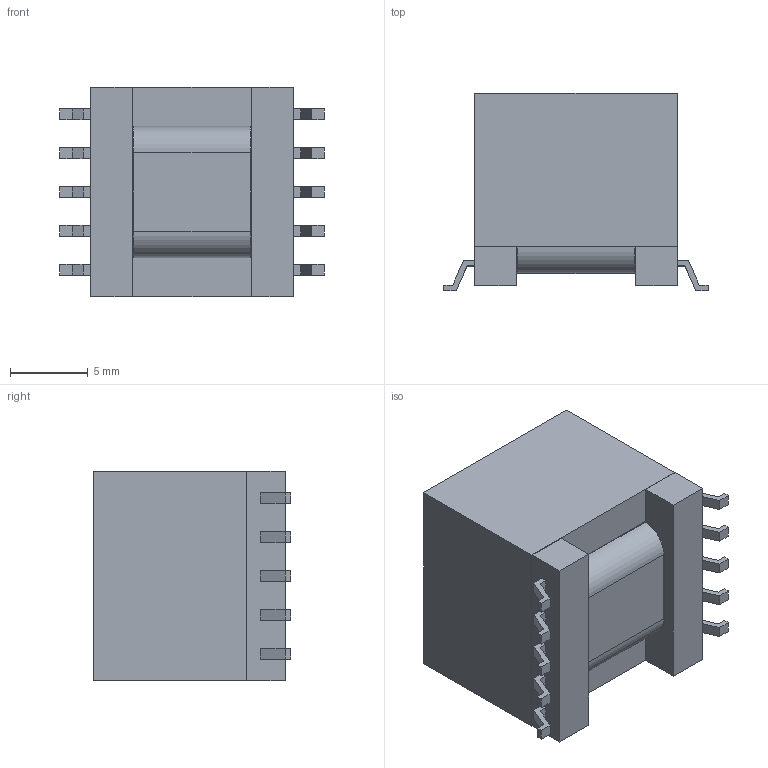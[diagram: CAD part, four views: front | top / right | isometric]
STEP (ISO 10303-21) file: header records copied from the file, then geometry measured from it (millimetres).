
FILE_DESCRIPTION (( 'STEP AP214' ), '1' );
FILE_NAME ('Coilcraft-FA2805-CL.STEP', '2022-03-03T04:14:20', ( '' ), ( '' ), 'SwSTEP 2.0', 'SolidWorks 2021', '' );
FILE_SCHEMA (( 'AUTOMOTIVE_DESIGN' ));
Length unit declared in the file: millimetre
Products named in the file (1): Coilcraft-FA2805-CL
Bounding box: 17 x 12.7 x 13.46 mm (x, y, z)
Volume: 2011.7 mm3; surface area: 1280.2 mm2
Topology: 3 solids, 3 shells, 151 faces, 683 edges, 575 vertices
Faces by surface type: plane 139, cylinder 8, bspline 4
Entity records: 11462 total; most frequent: CARTESIAN_POINT 5094, ORIENTED_EDGE 1366, EDGE_CURVE 683, DIRECTION 611, VERTEX_POINT 575, B_SPLINE_CURVE_WITH_KNOTS 376, VECTOR 291, LINE 291
